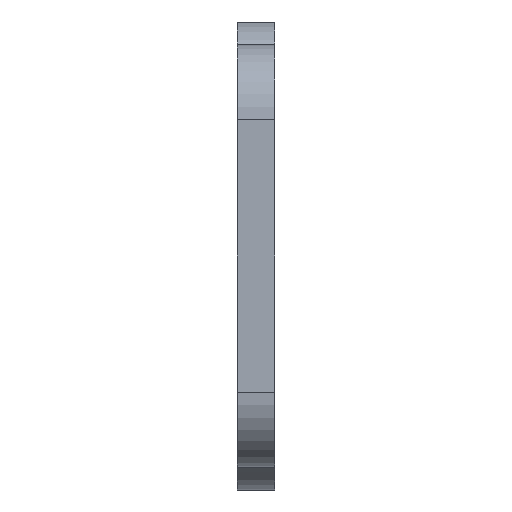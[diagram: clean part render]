
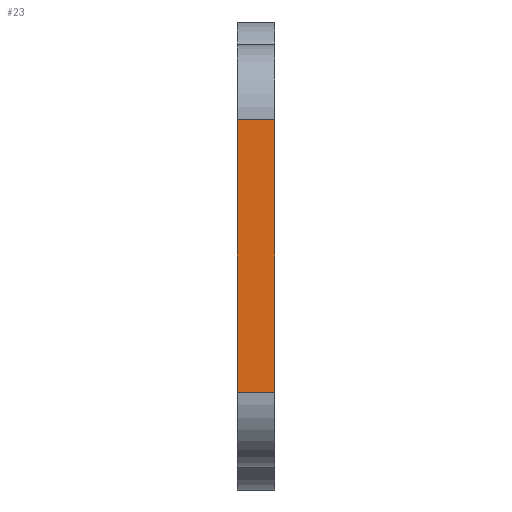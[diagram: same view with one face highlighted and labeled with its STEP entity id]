
A CAD part, left-side view. The second image highlights one B-rep face of the part: STEP entity #23.
In plain terms, the highlighted planar face has unit normal (-1, 0, 0).
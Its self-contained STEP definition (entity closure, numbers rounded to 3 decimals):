
#15 = CARTESIAN_POINT ( 'NONE',  ( 0., 2., 0. ) ) ;
#22 = EDGE_CURVE ( 'NONE', #178, #1826, #1271, .T. ) ;
#23 = ADVANCED_FACE ( 'NONE', ( #137 ), #321, .F. ) ;
#69 = LINE ( 'NONE', #1667, #1663 ) ;
#137 = FACE_OUTER_BOUND ( 'NONE', #1272, .T. ) ;
#178 = VERTEX_POINT ( 'NONE', #1366 ) ;
#257 = VECTOR ( 'NONE', #1862, 1000. ) ;
#317 = DIRECTION ( 'NONE',  ( 0., -1., 0. ) ) ;
#321 = PLANE ( 'NONE',  #2068 ) ;
#353 = CARTESIAN_POINT ( 'NONE',  ( 0., 0., -7.287 ) ) ;
#429 = VECTOR ( 'NONE', #317, 1000. ) ;
#454 = LINE ( 'NONE', #1747, #429 ) ;
#456 = CARTESIAN_POINT ( 'NONE',  ( 0., 2., 7.287 ) ) ;
#465 = DIRECTION ( 'NONE',  ( 1., 0., 0. ) ) ;
#482 = VERTEX_POINT ( 'NONE', #841 ) ;
#568 = EDGE_CURVE ( 'NONE', #178, #1588, #454, .T. ) ;
#621 = CARTESIAN_POINT ( 'NONE',  ( 0., 2., 0. ) ) ;
#761 = LINE ( 'NONE', #1232, #257 ) ;
#839 = EDGE_CURVE ( 'NONE', #482, #1826, #761, .T. ) ;
#841 = CARTESIAN_POINT ( 'NONE',  ( 0., 0., 7.287 ) ) ;
#1196 = ORIENTED_EDGE ( 'NONE', *, *, #1691, .T. ) ;
#1232 = CARTESIAN_POINT ( 'NONE',  ( 0., 2., 7.287 ) ) ;
#1271 = LINE ( 'NONE', #621, #1768 ) ;
#1272 = EDGE_LOOP ( 'NONE', ( #1547, #1866, #1196, #1927 ) ) ;
#1366 = CARTESIAN_POINT ( 'NONE',  ( 0., 2., -7.287 ) ) ;
#1444 = DIRECTION ( 'NONE',  ( 0., 0., 1. ) ) ;
#1547 = ORIENTED_EDGE ( 'NONE', *, *, #22, .F. ) ;
#1588 = VERTEX_POINT ( 'NONE', #353 ) ;
#1663 = VECTOR ( 'NONE', #2027, 1000. ) ;
#1667 = CARTESIAN_POINT ( 'NONE',  ( 0., 0., 0. ) ) ;
#1691 = EDGE_CURVE ( 'NONE', #1588, #482, #69, .T. ) ;
#1739 = DIRECTION ( 'NONE',  ( 0., 0., -1. ) ) ;
#1747 = CARTESIAN_POINT ( 'NONE',  ( 0., 2., -7.287 ) ) ;
#1768 = VECTOR ( 'NONE', #1444, 1000. ) ;
#1826 = VERTEX_POINT ( 'NONE', #456 ) ;
#1862 = DIRECTION ( 'NONE',  ( 0., 1., 0. ) ) ;
#1866 = ORIENTED_EDGE ( 'NONE', *, *, #568, .T. ) ;
#1927 = ORIENTED_EDGE ( 'NONE', *, *, #839, .T. ) ;
#2027 = DIRECTION ( 'NONE',  ( 0., 0., 1. ) ) ;
#2068 = AXIS2_PLACEMENT_3D ( 'NONE', #15, #465, #1739 ) ;
